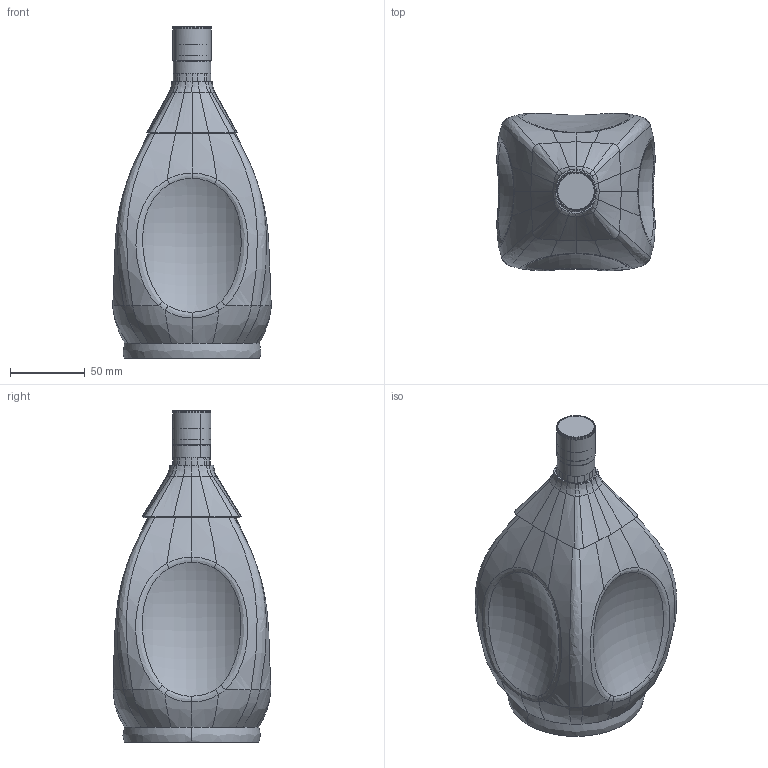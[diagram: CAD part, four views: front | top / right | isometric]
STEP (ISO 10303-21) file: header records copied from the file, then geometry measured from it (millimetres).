
FILE_DESCRIPTION(('CATIA V5 STEP Exchange'),'2;1');
FILE_NAME('Product1.stp','2013-05-14T20:11:48+00:00',('none'),('none'),'CATIA Version 5 Release 21 SP 2 (IN-10)','CATIA V5 STEP AP203','none');
FILE_SCHEMA(('CONFIG_CONTROL_DESIGN'));
Products named in the file (1): Product1
Assembly tree (2 placements, depth 2):
  Product1
    #58
    #36287
Bounding box: 105.93 x 105.51 x 222 mm (x, y, z)
Volume: 120015.4 mm3; surface area: 155046.9 mm2
Topology: 4 solids, 4 shells, 810 faces, 1867 edges, 1070 vertices
Faces by surface type: bspline 422, plane 178, cylinder 147, torus 61, revolution 2
Entity records: 46899 total; most frequent: CARTESIAN_POINT 32593, ORIENTED_EDGE 3734, EDGE_CURVE 1867, DIRECTION 1418, B_SPLINE_CURVE_WITH_KNOTS 1094, VERTEX_POINT 1070, EDGE_LOOP 819, ADVANCED_FACE 810
